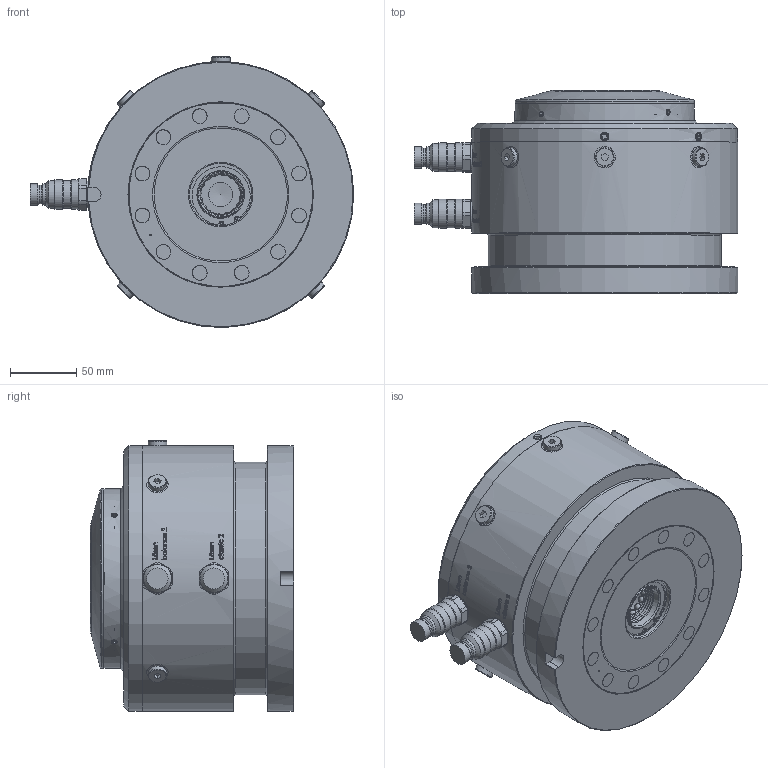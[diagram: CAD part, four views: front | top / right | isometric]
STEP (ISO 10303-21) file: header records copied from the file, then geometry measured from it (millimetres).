
FILE_DESCRIPTION (( 'STEP AP214' ), '1' );
FILE_NAME ('STARK_801 251_B.STEP', '2020-11-04T15:39:59', ( '' ), ( '' ), 'SwSTEP 2.0', 'SolidWorks 2019', '' );
FILE_SCHEMA (( 'AUTOMOTIVE_DESIGN' ));
Length unit declared in the file: millimetre
Products named in the file (1): STARK_801 251_B
Bounding box: 243.2 x 153 x 203.8 mm (x, y, z)
Volume: 4095703.1 mm3; surface area: 206047.7 mm2
Topology: 1 solids, 50 shells, 2145 faces, 5266 edges, 3484 vertices
Faces by surface type: plane 942, bspline 601, cylinder 350, cone 159, torus 61, sphere 32
Full cylindrical faces by diameter (mm): 1 x2, 1.8 x2, 2.5 x2, 3 x1, 3.3 x1, 4.8 x32, 5 x2, 5.2 x16, 6 x12, 6.8 x2, 7 x2, 8 x3, 10 x8, 11 x8, 11.055 x12, 13.1 x2, 14 x7, 16 x9, 21 x6, 22 x4, 30.4 x6, 31.09 x1, 33.141 x2, 35 x2, 46.95 x1, 47 x2, 50 x1, 58.548 x1, 85 x1, 85.1 x1
Entity records: 100823 total; most frequent: CARTESIAN_POINT 48575, ORIENTED_EDGE 9554, DIRECTION 7099, EDGE_CURVE 4777, VERTEX_POINT 3329, EDGE_LOOP 2788, LINE 2435, VECTOR 2435
